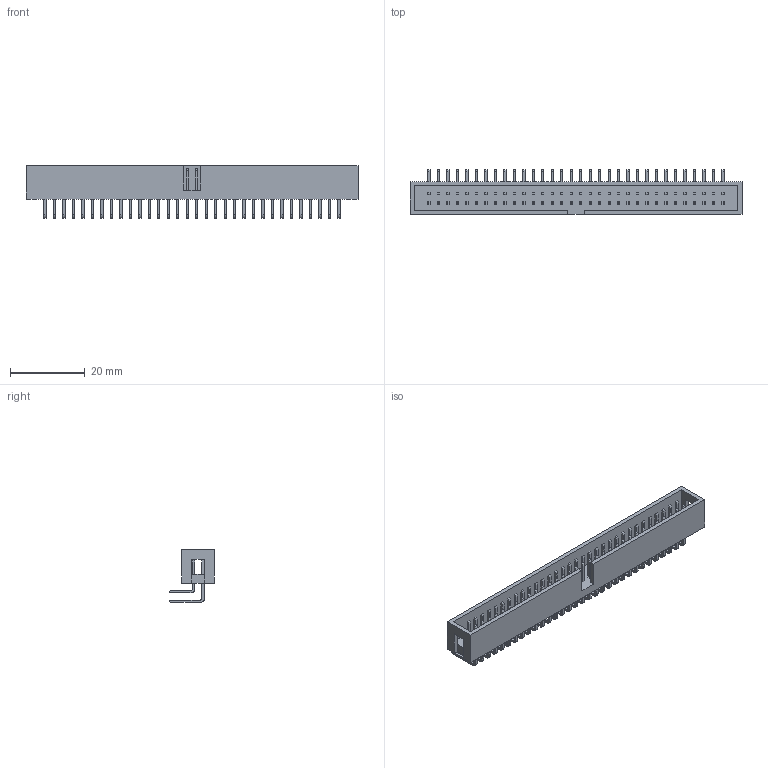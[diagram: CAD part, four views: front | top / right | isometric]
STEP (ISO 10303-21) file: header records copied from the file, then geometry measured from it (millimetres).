
FILE_DESCRIPTION(('STEP AP214'),'1');
FILE_NAME('header_awhw64a-0202-t.stp','2015-04-29T15:11:18',('TraceParts'),('TraceParts S.A.'),'XStep 1.0',' ',' ');
FILE_SCHEMA(('automotive_design'));
Length unit declared in the file: millimetre
Products named in the file (1): 1
Bounding box: 88.9 x 12.03 x 14.18 mm (x, y, z)
Volume: 3674.3 mm3; surface area: 7179.4 mm2
Topology: 1 solids, 1 shells, 1194 faces, 3188 edges, 2124 vertices
Faces by surface type: plane 1066, cylinder 128
Entity records: 72772 total; most frequent: CARTESIAN_POINT 6507, STYLED_ITEM 6506, PRESENTATION_STYLE_ASSIGNMENT 6506, COLOUR_RGB 6506, ORIENTED_EDGE 6376, DIRECTION 5834, EDGE_CURVE 3188, CURVE_STYLE 3188
